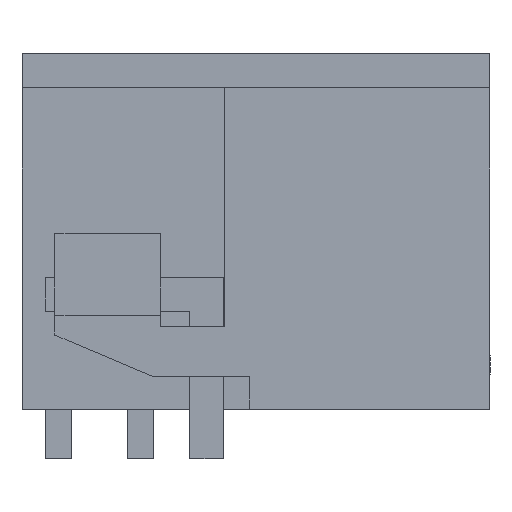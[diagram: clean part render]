
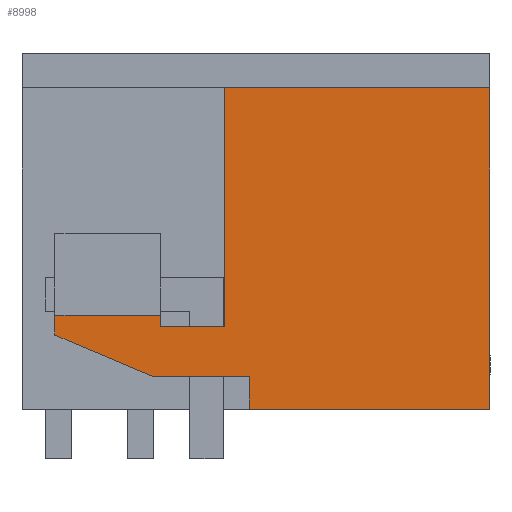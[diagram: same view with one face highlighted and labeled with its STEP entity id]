
A CAD part, left-side view. The second image highlights one B-rep face of the part: STEP entity #8998.
In plain terms, the highlighted planar face has unit normal (-1, 0, 0).
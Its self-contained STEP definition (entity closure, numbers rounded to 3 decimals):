
#8936=AXIS2_PLACEMENT_3D('Plane Axis2P3D',#8933,#8934,#8935) ;
#4862=CARTESIAN_POINT('Vertex',(0.,0.,11.25)) ;
#4865=CARTESIAN_POINT('Line Origine',(0.,0.,6.375)) ;
#4869=CARTESIAN_POINT('Vertex',(0.,0.,1.5)) ;
#8441=CARTESIAN_POINT('Line Origine',(0.,3.65,1.5)) ;
#8445=CARTESIAN_POINT('Vertex',(0.,7.3,1.5)) ;
#8586=CARTESIAN_POINT('Vertex',(0.,8.05,11.25)) ;
#8589=CARTESIAN_POINT('Line Origine',(0.,4.025,11.25)) ;
#8918=CARTESIAN_POINT('Vertex',(0.,7.3,2.497)) ;
#8921=CARTESIAN_POINT('Line Origine',(0.,7.3,1.998)) ;
#8933=CARTESIAN_POINT('Axis2P3D Location',(0.,0.,11.25)) ;
#8938=CARTESIAN_POINT('Line Origine',(0.,8.05,7.625)) ;
#8942=CARTESIAN_POINT('Vertex',(0.,8.05,4.)) ;
#8945=CARTESIAN_POINT('Line Origine',(0.,9.025,4.)) ;
#8949=CARTESIAN_POINT('Vertex',(0.,10.,4.)) ;
#8952=CARTESIAN_POINT('Line Origine',(0.,10.,4.175)) ;
#8956=CARTESIAN_POINT('Vertex',(0.,10.,4.35)) ;
#8959=CARTESIAN_POINT('Line Origine',(0.,11.6,4.35)) ;
#8963=CARTESIAN_POINT('Vertex',(0.,13.2,4.35)) ;
#8966=CARTESIAN_POINT('Line Origine',(0.,13.2,4.05)) ;
#8970=CARTESIAN_POINT('Vertex',(0.,13.2,3.75)) ;
#8973=CARTESIAN_POINT('Line Origine',(0.,11.721,3.123)) ;
#8977=CARTESIAN_POINT('Vertex',(0.,10.242,2.497)) ;
#8980=CARTESIAN_POINT('Line Origine',(0.,8.771,2.497)) ;
#4866=DIRECTION('Vector Direction',(0.,0.,-1.)) ;
#8442=DIRECTION('Vector Direction',(0.,1.,0.)) ;
#8590=DIRECTION('Vector Direction',(0.,1.,0.)) ;
#8922=DIRECTION('Vector Direction',(0.,0.,-1.)) ;
#8934=DIRECTION('Axis2P3D Direction',(1.,0.,0.)) ;
#8935=DIRECTION('Axis2P3D XDirection',(0.,0.,-1.)) ;
#8939=DIRECTION('Vector Direction',(0.,0.,1.)) ;
#8946=DIRECTION('Vector Direction',(0.,-1.,0.)) ;
#8953=DIRECTION('Vector Direction',(0.,0.,1.)) ;
#8960=DIRECTION('Vector Direction',(0.,1.,0.)) ;
#8967=DIRECTION('Vector Direction',(0.,0.,-1.)) ;
#8974=DIRECTION('Vector Direction',(0.,0.921,0.39)) ;
#8981=DIRECTION('Vector Direction',(0.,-1.,0.)) ;
#4867=VECTOR('Line Direction',#4866,1.) ;
#8443=VECTOR('Line Direction',#8442,1.) ;
#8591=VECTOR('Line Direction',#8590,1.) ;
#8923=VECTOR('Line Direction',#8922,1.) ;
#8940=VECTOR('Line Direction',#8939,1.) ;
#8947=VECTOR('Line Direction',#8946,1.) ;
#8954=VECTOR('Line Direction',#8953,1.) ;
#8961=VECTOR('Line Direction',#8960,1.) ;
#8968=VECTOR('Line Direction',#8967,1.) ;
#8975=VECTOR('Line Direction',#8974,1.) ;
#8982=VECTOR('Line Direction',#8981,1.) ;
#8986=ORIENTED_EDGE('',*,*,#8944,.F.) ;
#8987=ORIENTED_EDGE('',*,*,#8951,.F.) ;
#8988=ORIENTED_EDGE('',*,*,#8958,.F.) ;
#8989=ORIENTED_EDGE('',*,*,#8965,.F.) ;
#8990=ORIENTED_EDGE('',*,*,#8972,.F.) ;
#8991=ORIENTED_EDGE('',*,*,#8979,.F.) ;
#8992=ORIENTED_EDGE('',*,*,#8984,.F.) ;
#8993=ORIENTED_EDGE('',*,*,#8925,.F.) ;
#8994=ORIENTED_EDGE('',*,*,#8447,.F.) ;
#8995=ORIENTED_EDGE('',*,*,#4871,.F.) ;
#8996=ORIENTED_EDGE('',*,*,#8593,.T.) ;
#8998=ADVANCED_FACE('HOUSING',(#8997),#8937,.F.) ;
#4871=EDGE_CURVE('',#4863,#4870,#4868,.T.) ;
#8447=EDGE_CURVE('',#4870,#8446,#8444,.T.) ;
#8593=EDGE_CURVE('',#4863,#8587,#8592,.T.) ;
#8925=EDGE_CURVE('',#8446,#8919,#8924,.F.) ;
#8944=EDGE_CURVE('',#8943,#8587,#8941,.T.) ;
#8951=EDGE_CURVE('',#8950,#8943,#8948,.T.) ;
#8958=EDGE_CURVE('',#8957,#8950,#8955,.F.) ;
#8965=EDGE_CURVE('',#8964,#8957,#8962,.F.) ;
#8972=EDGE_CURVE('',#8971,#8964,#8969,.F.) ;
#8979=EDGE_CURVE('',#8978,#8971,#8976,.T.) ;
#8984=EDGE_CURVE('',#8919,#8978,#8983,.F.) ;
#8985=EDGE_LOOP('',(#8986,#8987,#8988,#8989,#8990,#8991,#8992,#8993,#8994,#8995,#8996)) ;
#8997=FACE_OUTER_BOUND('',#8985,.T.) ;
#4868=LINE('Line',#4865,#4867) ;
#8444=LINE('Line',#8441,#8443) ;
#8592=LINE('Line',#8589,#8591) ;
#8924=LINE('Line',#8921,#8923) ;
#8941=LINE('Line',#8938,#8940) ;
#8948=LINE('Line',#8945,#8947) ;
#8955=LINE('Line',#8952,#8954) ;
#8962=LINE('Line',#8959,#8961) ;
#8969=LINE('Line',#8966,#8968) ;
#8976=LINE('Line',#8973,#8975) ;
#8983=LINE('Line',#8980,#8982) ;
#8937=PLANE('',#8936) ;
#4863=VERTEX_POINT('',#4862) ;
#4870=VERTEX_POINT('',#4869) ;
#8446=VERTEX_POINT('',#8445) ;
#8587=VERTEX_POINT('',#8586) ;
#8919=VERTEX_POINT('',#8918) ;
#8943=VERTEX_POINT('',#8942) ;
#8950=VERTEX_POINT('',#8949) ;
#8957=VERTEX_POINT('',#8956) ;
#8964=VERTEX_POINT('',#8963) ;
#8971=VERTEX_POINT('',#8970) ;
#8978=VERTEX_POINT('',#8977) ;
